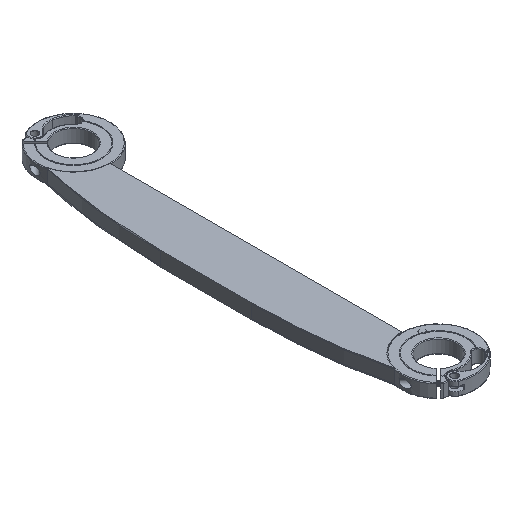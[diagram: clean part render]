
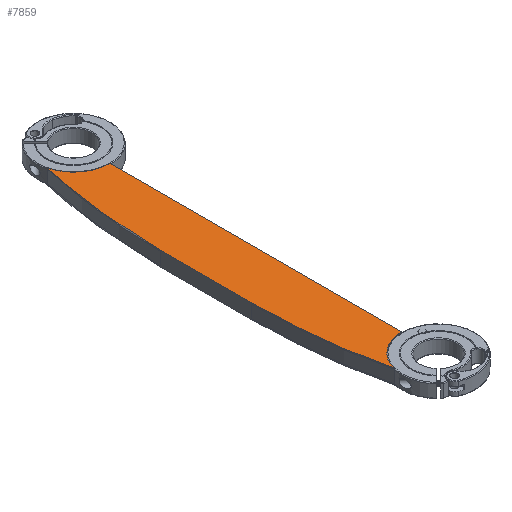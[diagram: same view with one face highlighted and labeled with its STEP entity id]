
A CAD part, isometric view. The second image highlights one B-rep face of the part: STEP entity #7859.
In plain terms, the highlighted planar face has unit normal (0, 0, 1).
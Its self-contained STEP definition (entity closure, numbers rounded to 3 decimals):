
#158=PLANE('',#8436);
#333=CIRCLE('',#8437,775.);
#334=CIRCLE('',#8438,50.);
#335=CIRCLE('',#8439,50.);
#759=B_SPLINE_CURVE_WITH_KNOTS('',3,(#21972,#21973,#21974,#21975,#21976,
#21977,#21978,#21979,#21980,#21981,#21982,#21983,#21984,#21985,#21986,#21987,
#21988,#21989),.UNSPECIFIED.,.F.,.F.,(4,2,2,2,2,2,2,2,4),(0.,8.824,
12.176,15.567,16.321,16.822,17.181,
17.657,18.216),.UNSPECIFIED.);
#1074=FACE_OUTER_BOUND('',#1557,.T.);
#1557=EDGE_LOOP('',(#5797,#5798,#5799,#5800,#5801,#5802,#5803));
#2241=LINE('',#22116,#2638);
#2242=LINE('',#22122,#2639);
#2243=LINE('',#22125,#2640);
#2638=VECTOR('',#9705,10.);
#2639=VECTOR('',#9710,10.);
#2640=VECTOR('',#9713,10.);
#3217=VERTEX_POINT('',#21930);
#3219=VERTEX_POINT('',#21967);
#3223=VERTEX_POINT('',#22115);
#3224=VERTEX_POINT('',#22117);
#3225=VERTEX_POINT('',#22119);
#3226=VERTEX_POINT('',#22121);
#3227=VERTEX_POINT('',#22123);
#4170=EDGE_CURVE('',#3219,#3217,#759,.T.);
#4175=EDGE_CURVE('',#3223,#3219,#2241,.T.);
#4176=EDGE_CURVE('',#3224,#3223,#333,.T.);
#4177=EDGE_CURVE('',#3224,#3225,#334,.T.);
#4178=EDGE_CURVE('',#3225,#3226,#2242,.T.);
#4179=EDGE_CURVE('',#3226,#3227,#335,.T.);
#4180=EDGE_CURVE('',#3227,#3217,#2243,.T.);
#5797=ORIENTED_EDGE('',*,*,#4170,.F.);
#5798=ORIENTED_EDGE('',*,*,#4175,.F.);
#5799=ORIENTED_EDGE('',*,*,#4176,.F.);
#5800=ORIENTED_EDGE('',*,*,#4177,.T.);
#5801=ORIENTED_EDGE('',*,*,#4178,.T.);
#5802=ORIENTED_EDGE('',*,*,#4179,.T.);
#5803=ORIENTED_EDGE('',*,*,#4180,.T.);
#7859=ADVANCED_FACE('',(#1074),#158,.T.);
#8436=AXIS2_PLACEMENT_3D('',#22114,#9703,#9704);
#8437=AXIS2_PLACEMENT_3D('',#22118,#9706,#9707);
#8438=AXIS2_PLACEMENT_3D('',#22120,#9708,#9709);
#8439=AXIS2_PLACEMENT_3D('',#22124,#9711,#9712);
#9703=DIRECTION('center_axis',(0.,0.,1.));
#9704=DIRECTION('ref_axis',(1.,0.,0.));
#9705=DIRECTION('',(0.,1.,0.));
#9706=DIRECTION('center_axis',(0.,0.,-1.));
#9707=DIRECTION('ref_axis',(-0.974,-0.226,0.));
#9708=DIRECTION('center_axis',(0.,0.,-1.));
#9709=DIRECTION('ref_axis',(0.,1.,0.));
#9710=DIRECTION('',(0.,1.,0.));
#9711=DIRECTION('center_axis',(0.,0.,-1.));
#9712=DIRECTION('ref_axis',(-0.97,-0.243,0.));
#9713=DIRECTION('',(-1.,0.,0.));
#21930=CARTESIAN_POINT('',(-48.679,487.844,10.));
#21967=CARTESIAN_POINT('',(-68.502,311.844,10.));
#21972=CARTESIAN_POINT('Ctrl Pts',(-68.502,311.844,10.));
#21973=CARTESIAN_POINT('Ctrl Pts',(-68.502,341.259,10.));
#21974=CARTESIAN_POINT('Ctrl Pts',(-66.827,370.648,10.));
#21975=CARTESIAN_POINT('Ctrl Pts',(-62.217,410.974,10.));
#21976=CARTESIAN_POINT('Ctrl Pts',(-60.709,422.044,10.));
#21977=CARTESIAN_POINT('Ctrl Pts',(-57.193,444.247,10.));
#21978=CARTESIAN_POINT('Ctrl Pts',(-55.199,455.282,10.));
#21979=CARTESIAN_POINT('Ctrl Pts',(-52.429,468.922,10.));
#21980=CARTESIAN_POINT('Ctrl Pts',(-51.921,471.367,10.));
#21981=CARTESIAN_POINT('Ctrl Pts',(-51.04,475.514,10.));
#21982=CARTESIAN_POINT('Ctrl Pts',(-50.719,477.005,10.));
#21983=CARTESIAN_POINT('Ctrl Pts',(-50.064,480.021,10.));
#21984=CARTESIAN_POINT('Ctrl Pts',(-49.848,481.011,10.));
#21985=CARTESIAN_POINT('Ctrl Pts',(-49.37,483.226,10.));
#21986=CARTESIAN_POINT('Ctrl Pts',(-49.131,484.35,10.));
#21987=CARTESIAN_POINT('Ctrl Pts',(-48.811,486.107,10.));
#21988=CARTESIAN_POINT('Ctrl Pts',(-48.729,486.808,10.));
#21989=CARTESIAN_POINT('Ctrl Pts',(-48.679,487.844,10.));
#22114=CARTESIAN_POINT('Origin',(-24.254,249.985,10.));
#22115=CARTESIAN_POINT('',(-68.504,187.056,10.));
#22116=CARTESIAN_POINT('',(-68.505,131.056,10.));
#22117=CARTESIAN_POINT('',(-48.507,12.127,10.));
#22118=CARTESIAN_POINT('Origin',(706.496,187.044,10.));
#22119=CARTESIAN_POINT('',(0.,50.,10.));
#22120=CARTESIAN_POINT('Origin',(0.,0.,10.));
#22121=CARTESIAN_POINT('',(0.,450.,10.));
#22122=CARTESIAN_POINT('',(0.,50.,10.));
#22123=CARTESIAN_POINT('',(-48.5,487.844,10.));
#22124=CARTESIAN_POINT('Origin',(0.,500.,10.));
#22125=CARTESIAN_POINT('',(-48.5,487.844,10.));
